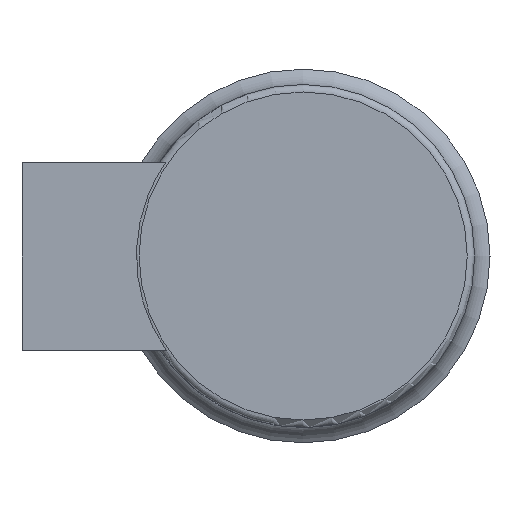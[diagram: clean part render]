
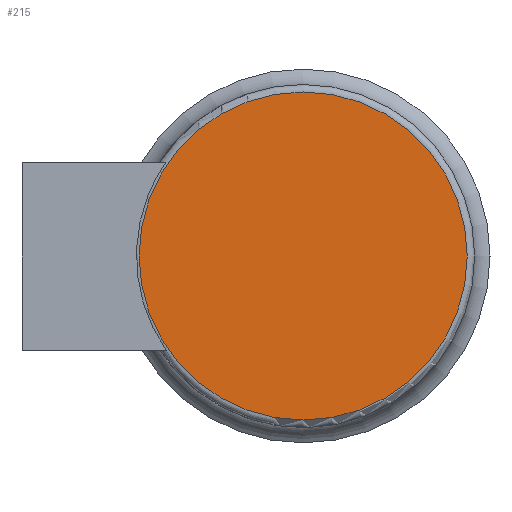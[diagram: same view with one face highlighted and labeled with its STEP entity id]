
A CAD part, front view. The second image highlights one B-rep face of the part: STEP entity #215.
In plain terms, the highlighted planar face has unit normal (0, -1, 0).
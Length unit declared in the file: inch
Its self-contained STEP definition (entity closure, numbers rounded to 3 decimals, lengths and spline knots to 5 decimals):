
#41=PLANE('',#254);
#61=FACE_OUTER_BOUND('',#73,.T.);
#73=EDGE_LOOP('',(#160));
#87=CIRCLE('',#249,0.329);
#101=VERTEX_POINT('',#345);
#121=EDGE_CURVE('',#101,#101,#87,.T.);
#160=ORIENTED_EDGE('',*,*,#121,.F.);
#215=ADVANCED_FACE('',(#61),#41,.T.);
#249=AXIS2_PLACEMENT_3D('',#346,#279,#280);
#254=AXIS2_PLACEMENT_3D('',#404,#289,#290);
#279=DIRECTION('center_axis',(0.,1.,0.));
#280=DIRECTION('ref_axis',(-1.,0.,0.));
#289=DIRECTION('center_axis',(0.,-1.,0.));
#290=DIRECTION('ref_axis',(0.,0.,1.));
#345=CARTESIAN_POINT('',(0.,0.,0.33));
#346=CARTESIAN_POINT('Origin',(0.,0.,
0.001));
#404=CARTESIAN_POINT('Origin',(-0.329,0.,
0.001));
